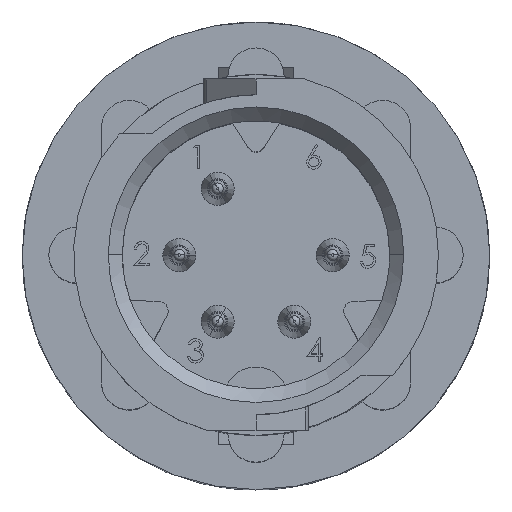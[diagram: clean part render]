
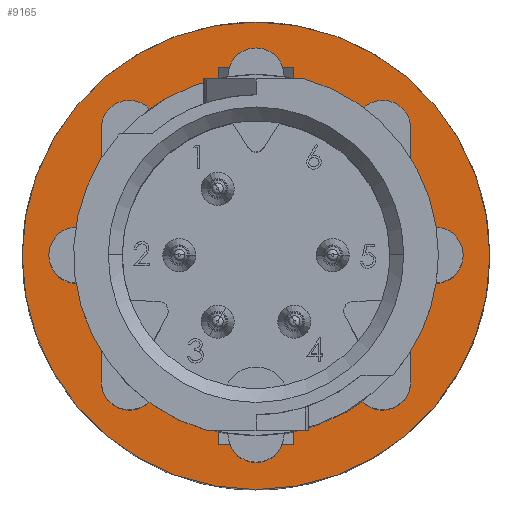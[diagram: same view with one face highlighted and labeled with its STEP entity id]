
A CAD part, top view. The second image highlights one B-rep face of the part: STEP entity #9165.
In plain terms, the highlighted planar face has unit normal (0, 0, 1).
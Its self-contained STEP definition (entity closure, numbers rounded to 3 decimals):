
#106 = ORIENTED_EDGE ( 'NONE', *, *, #13065, .T. ) ;
#400 = CARTESIAN_POINT ( 'NONE',  ( -1.016, 5.125, 7.061 ) ) ;
#805 = CARTESIAN_POINT ( 'NONE',  ( 1.016, -5.125, 7.061 ) ) ;
#853 = CIRCLE ( 'NONE', #6696, 6.35 ) ;
#1389 = CIRCLE ( 'NONE', #12721, 4.508 ) ;
#1450 = CARTESIAN_POINT ( 'NONE',  ( 0., 0., 7.061 ) ) ;
#1686 = VERTEX_POINT ( 'NONE', #8556 ) ;
#1849 = CARTESIAN_POINT ( 'NONE',  ( 1.016, -5.125, 7.061 ) ) ;
#1864 = VECTOR ( 'NONE', #8759, 1000. ) ;
#1888 = LINE ( 'NONE', #13282, #3170 ) ;
#1958 = CARTESIAN_POINT ( 'NONE',  ( -1.016, 4.392, 7.061 ) ) ;
#2014 = LINE ( 'NONE', #400, #7777 ) ;
#2076 = LINE ( 'NONE', #3912, #10478 ) ;
#2080 = AXIS2_PLACEMENT_3D ( 'NONE', #1450, #17877, #4683 ) ;
#2283 = DIRECTION ( 'NONE',  ( 1., 0., 0. ) ) ;
#2334 = EDGE_CURVE ( 'NONE', #21014, #6724, #8921, .T. ) ;
#2518 = AXIS2_PLACEMENT_3D ( 'NONE', #3958, #15241, #13841 ) ;
#2915 = VERTEX_POINT ( 'NONE', #4495 ) ;
#3163 = EDGE_LOOP ( 'NONE', ( #4400, #106 ) ) ;
#3170 = VECTOR ( 'NONE', #21222, 1000. ) ;
#3363 = ORIENTED_EDGE ( 'NONE', *, *, #11919, .F. ) ;
#3428 = CARTESIAN_POINT ( 'NONE',  ( -1.016, 5.125, 7.061 ) ) ;
#3473 = DIRECTION ( 'NONE',  ( 0., 1., 0. ) ) ;
#3912 = CARTESIAN_POINT ( 'NONE',  ( 1.016, 5.125, 7.061 ) ) ;
#3958 = CARTESIAN_POINT ( 'NONE',  ( 0., 4.381, 7.061 ) ) ;
#4014 = CARTESIAN_POINT ( 'NONE',  ( 0., 0., 7.061 ) ) ;
#4172 = DIRECTION ( 'NONE',  ( 1., 0., 0. ) ) ;
#4400 = ORIENTED_EDGE ( 'NONE', *, *, #17022, .T. ) ;
#4495 = CARTESIAN_POINT ( 'NONE',  ( -1.016, -4.392, 7.061 ) ) ;
#4552 = EDGE_CURVE ( 'NONE', #1686, #21014, #1389, .T. ) ;
#4683 = DIRECTION ( 'NONE',  ( 1., 0., 0. ) ) ;
#4929 = ORIENTED_EDGE ( 'NONE', *, *, #14276, .T. ) ;
#5030 = ORIENTED_EDGE ( 'NONE', *, *, #12424, .F. ) ;
#5329 = VERTEX_POINT ( 'NONE', #805 ) ;
#5649 = ORIENTED_EDGE ( 'NONE', *, *, #5896, .F. ) ;
#5748 = CARTESIAN_POINT ( 'NONE',  ( -6.35, 0., 7.061 ) ) ;
#5896 = EDGE_CURVE ( 'NONE', #13794, #5329, #1888, .T. ) ;
#6065 = DIRECTION ( 'NONE',  ( 0., 1., 0. ) ) ;
#6426 = CARTESIAN_POINT ( 'NONE',  ( 0., 0., 7.061 ) ) ;
#6694 = CARTESIAN_POINT ( 'NONE',  ( 1.016, 4.392, 7.061 ) ) ;
#6696 = AXIS2_PLACEMENT_3D ( 'NONE', #4014, #12286, #10567 ) ;
#6724 = VERTEX_POINT ( 'NONE', #6694 ) ;
#6973 = FACE_BOUND ( 'NONE', #10000, .T. ) ;
#7291 = ORIENTED_EDGE ( 'NONE', *, *, #2334, .F. ) ;
#7349 = DIRECTION ( 'NONE',  ( 0., 0., 1. ) ) ;
#7777 = VECTOR ( 'NONE', #19503, 1000. ) ;
#8212 = AXIS2_PLACEMENT_3D ( 'NONE', #12332, #15856, #4172 ) ;
#8240 = ORIENTED_EDGE ( 'NONE', *, *, #4552, .F. ) ;
#8556 = CARTESIAN_POINT ( 'NONE',  ( 1.016, -4.392, 7.061 ) ) ;
#8759 = DIRECTION ( 'NONE',  ( 1., 0., 0. ) ) ;
#8769 = VECTOR ( 'NONE', #6065, 1000. ) ;
#8851 = CARTESIAN_POINT ( 'NONE',  ( 0., 0., 7.061 ) ) ;
#8921 = CIRCLE ( 'NONE', #12356, 4.508 ) ;
#9067 = ORIENTED_EDGE ( 'NONE', *, *, #17009, .F. ) ;
#9165 = ADVANCED_FACE ( 'NONE', ( #6973, #18551 ), #10517, .T. ) ;
#9297 = LINE ( 'NONE', #15834, #8769 ) ;
#9945 = VERTEX_POINT ( 'NONE', #3428 ) ;
#10000 = EDGE_LOOP ( 'NONE', ( #4929, #20938, #9067, #7291, #8240, #5030, #5649, #10681, #3363 ) ) ;
#10478 = VECTOR ( 'NONE', #13575, 1000. ) ;
#10481 = LINE ( 'NONE', #17000, #1864 ) ;
#10517 = PLANE ( 'NONE',  #2518 ) ;
#10567 = DIRECTION ( 'NONE',  ( 1., 0., 0. ) ) ;
#10681 = ORIENTED_EDGE ( 'NONE', *, *, #16750, .T. ) ;
#10796 = VERTEX_POINT ( 'NONE', #20047 ) ;
#11360 = DIRECTION ( 'NONE',  ( 1., 0., 0. ) ) ;
#11919 = EDGE_CURVE ( 'NONE', #16960, #2915, #21253, .T. ) ;
#12286 = DIRECTION ( 'NONE',  ( 0., 0., 1. ) ) ;
#12332 = CARTESIAN_POINT ( 'NONE',  ( 0., 0., 7.061 ) ) ;
#12356 = AXIS2_PLACEMENT_3D ( 'NONE', #6426, #12965, #11360 ) ;
#12424 = EDGE_CURVE ( 'NONE', #5329, #1686, #18606, .T. ) ;
#12721 = AXIS2_PLACEMENT_3D ( 'NONE', #8851, #7349, #2283 ) ;
#12965 = DIRECTION ( 'NONE',  ( 0., 0., 1. ) ) ;
#13065 = EDGE_CURVE ( 'NONE', #16241, #10796, #19892, .T. ) ;
#13282 = CARTESIAN_POINT ( 'NONE',  ( -1.016, -5.125, 7.061 ) ) ;
#13575 = DIRECTION ( 'NONE',  ( 0., 1., 0. ) ) ;
#13794 = VERTEX_POINT ( 'NONE', #21062 ) ;
#13841 = DIRECTION ( 'NONE',  ( 1., 0., 0. ) ) ;
#14276 = EDGE_CURVE ( 'NONE', #16960, #9945, #2014, .T. ) ;
#15241 = DIRECTION ( 'NONE',  ( 0., 0., 1. ) ) ;
#15834 = CARTESIAN_POINT ( 'NONE',  ( -1.016, -5.125, 7.061 ) ) ;
#15856 = DIRECTION ( 'NONE',  ( 0., 0., 1. ) ) ;
#16241 = VERTEX_POINT ( 'NONE', #5748 ) ;
#16750 = EDGE_CURVE ( 'NONE', #13794, #2915, #9297, .T. ) ;
#16949 = CARTESIAN_POINT ( 'NONE',  ( 1.016, 5.125, 7.061 ) ) ;
#16960 = VERTEX_POINT ( 'NONE', #1958 ) ;
#17000 = CARTESIAN_POINT ( 'NONE',  ( -1.016, 5.125, 7.061 ) ) ;
#17009 = EDGE_CURVE ( 'NONE', #6724, #20880, #2076, .T. ) ;
#17022 = EDGE_CURVE ( 'NONE', #10796, #16241, #853, .T. ) ;
#17877 = DIRECTION ( 'NONE',  ( 0., 0., 1. ) ) ;
#18551 = FACE_OUTER_BOUND ( 'NONE', #3163, .T. ) ;
#18606 = LINE ( 'NONE', #1849, #20911 ) ;
#19462 = EDGE_CURVE ( 'NONE', #9945, #20880, #10481, .T. ) ;
#19503 = DIRECTION ( 'NONE',  ( 0., 1., 0. ) ) ;
#19892 = CIRCLE ( 'NONE', #2080, 6.35 ) ;
#20047 = CARTESIAN_POINT ( 'NONE',  ( 6.35, 0., 7.061 ) ) ;
#20880 = VERTEX_POINT ( 'NONE', #16949 ) ;
#20910 = CARTESIAN_POINT ( 'NONE',  ( 4.508, 0., 7.061 ) ) ;
#20911 = VECTOR ( 'NONE', #3473, 1000. ) ;
#20938 = ORIENTED_EDGE ( 'NONE', *, *, #19462, .T. ) ;
#21014 = VERTEX_POINT ( 'NONE', #20910 ) ;
#21062 = CARTESIAN_POINT ( 'NONE',  ( -1.016, -5.125, 7.061 ) ) ;
#21222 = DIRECTION ( 'NONE',  ( 1., 0., 0. ) ) ;
#21253 = CIRCLE ( 'NONE', #8212, 4.508 ) ;
